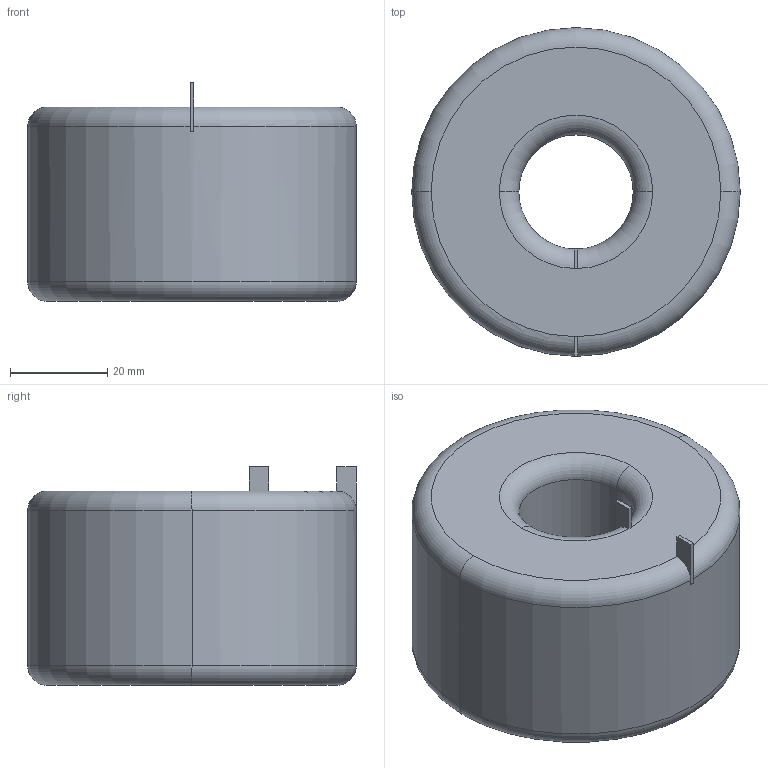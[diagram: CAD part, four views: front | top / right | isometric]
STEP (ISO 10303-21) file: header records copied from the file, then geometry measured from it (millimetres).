
FILE_DESCRIPTION (( 'STEP AP214' ), '1' );
FILE_NAME ('750343810.STEP', '2021-07-06T20:43:45', ( '' ), ( '' ), 'SwSTEP 2.0', 'SolidWorks 2017', '' );
FILE_SCHEMA (( 'AUTOMOTIVE_DESIGN' ));
Length unit declared in the file: millimetre
Products named in the file (1): 750343810
Bounding box: 67.5 x 67.5 x 44.88 mm (x, y, z)
Volume: 123486.3 mm3; surface area: 16821.4 mm2
Topology: 1 solids, 1 shells, 28 faces, 67 edges, 41 vertices
Faces by surface type: plane 14, torus 10, cylinder 4
Entity records: 987 total; most frequent: CARTESIAN_POINT 223, DIRECTION 147, ORIENTED_EDGE 134, EDGE_CURVE 67, AXIS2_PLACEMENT_3D 59, VERTEX_POINT 41, CIRCLE 30, EDGE_LOOP 30
